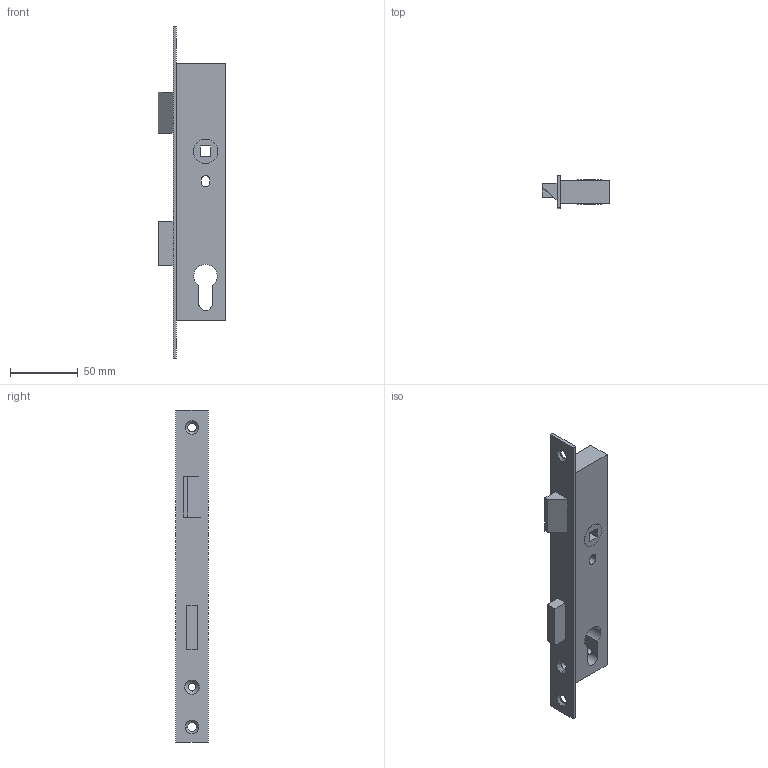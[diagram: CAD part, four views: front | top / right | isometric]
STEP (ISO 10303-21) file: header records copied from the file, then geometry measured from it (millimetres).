
FILE_DESCRIPTION (( 'STEP AP214' ), '1' );
FILE_NAME ('7330055', '2019-02-01T14:36:13', ( '' ), ('JUGARD+KÜNSTNER GmbH'), 'SwSTEP 2.0', 'SolidWorks 2017', '' );
FILE_SCHEMA (( 'AUTOMOTIVE_DESIGN' ));
Length unit declared in the file: millimetre
Products named in the file (1): 7330055_CNAJF00
Bounding box: 50 x 24 x 245 mm (x, y, z)
Volume: 128688.1 mm3; surface area: 31579.1 mm2
Topology: 1 solids, 1 shells, 55 faces, 146 edges, 96 vertices
Faces by surface type: plane 31, cylinder 18, cone 6
Entity records: 2061 total; most frequent: CARTESIAN_POINT 362, DIRECTION 298, ORIENTED_EDGE 292, EDGE_CURVE 146, AXIS2_PLACEMENT_3D 100, VECTOR 98, LINE 98, VERTEX_POINT 96
